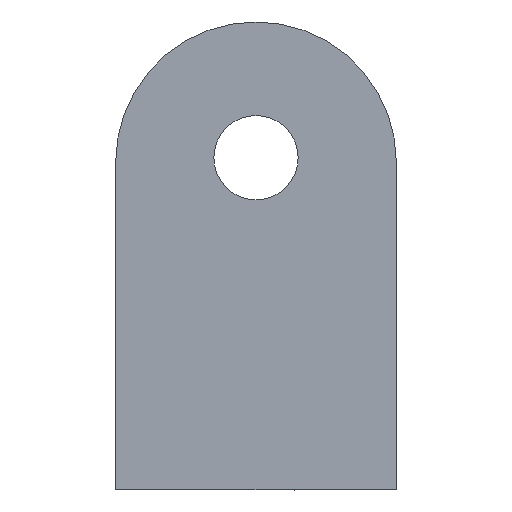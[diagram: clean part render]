
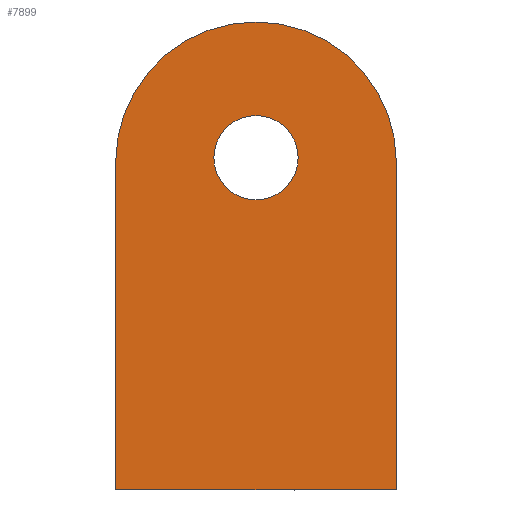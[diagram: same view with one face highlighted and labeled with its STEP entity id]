
A CAD part, left-side view. The second image highlights one B-rep face of the part: STEP entity #7899.
In plain terms, the highlighted planar face has unit normal (-1, 0, 0).
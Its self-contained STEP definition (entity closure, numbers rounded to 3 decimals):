
#84 = DIRECTION ( 'NONE',  ( 0., -1., 0. ) ) ;
#200 = AXIS2_PLACEMENT_3D ( 'NONE', #3566, #1188, #10168 ) ;
#303 = CARTESIAN_POINT ( 'NONE',  ( -3., -15., 0. ) ) ;
#490 = AXIS2_PLACEMENT_3D ( 'NONE', #7364, #5799, #8225 ) ;
#531 = EDGE_CURVE ( 'NONE', #3362, #8932, #2360, .T. ) ;
#746 = CARTESIAN_POINT ( 'NONE',  ( -3., -15., 0. ) ) ;
#1019 = PLANE ( 'NONE',  #9199 ) ;
#1158 = CARTESIAN_POINT ( 'NONE',  ( -3., 0., 40. ) ) ;
#1188 = DIRECTION ( 'NONE',  ( 1., 0., 0. ) ) ;
#1419 = CIRCLE ( 'NONE', #200, 4.5 ) ;
#1590 = ORIENTED_EDGE ( 'NONE', *, *, #2165, .T. ) ;
#1757 = CARTESIAN_POINT ( 'NONE',  ( -3., 15., 35. ) ) ;
#1767 = FACE_OUTER_BOUND ( 'NONE', #4084, .T. ) ;
#2061 = EDGE_CURVE ( 'NONE', #6625, #3589, #8124, .T. ) ;
#2165 = EDGE_CURVE ( 'NONE', #8932, #6625, #5439, .T. ) ;
#2360 = CIRCLE ( 'NONE', #3998, 15. ) ;
#2413 = CIRCLE ( 'NONE', #490, 4.5 ) ;
#2470 = VERTEX_POINT ( 'NONE', #746 ) ;
#2544 = CARTESIAN_POINT ( 'NONE',  ( -3., 15., 0. ) ) ;
#2598 = CARTESIAN_POINT ( 'NONE',  ( -3., 15., 35. ) ) ;
#2851 = ORIENTED_EDGE ( 'NONE', *, *, #7053, .T. ) ;
#3362 = VERTEX_POINT ( 'NONE', #6392 ) ;
#3453 = ORIENTED_EDGE ( 'NONE', *, *, #7671, .T. ) ;
#3487 = DIRECTION ( 'NONE',  ( 0., 0., -1. ) ) ;
#3566 = CARTESIAN_POINT ( 'NONE',  ( -3., 0., 35.5 ) ) ;
#3589 = VERTEX_POINT ( 'NONE', #4815 ) ;
#3998 = AXIS2_PLACEMENT_3D ( 'NONE', #9583, #9549, #4704 ) ;
#4058 = EDGE_CURVE ( 'NONE', #4966, #9811, #1419, .T. ) ;
#4068 = VECTOR ( 'NONE', #7604, 1000. ) ;
#4084 = EDGE_LOOP ( 'NONE', ( #5481, #1590, #8839, #3453, #7159 ) ) ;
#4309 = CARTESIAN_POINT ( 'NONE',  ( -3., 0., 35. ) ) ;
#4631 = LINE ( 'NONE', #2544, #9697 ) ;
#4704 = DIRECTION ( 'NONE',  ( 0., 0., 1. ) ) ;
#4729 = LINE ( 'NONE', #303, #4068 ) ;
#4815 = CARTESIAN_POINT ( 'NONE',  ( -3., 15., 0. ) ) ;
#4966 = VERTEX_POINT ( 'NONE', #1158 ) ;
#5230 = DIRECTION ( 'NONE',  ( 0., 0., 1. ) ) ;
#5439 = CIRCLE ( 'NONE', #7422, 15. ) ;
#5481 = ORIENTED_EDGE ( 'NONE', *, *, #531, .T. ) ;
#5799 = DIRECTION ( 'NONE',  ( 1., 0., 0. ) ) ;
#5806 = DIRECTION ( 'NONE',  ( -1., 0., 0. ) ) ;
#5905 = DIRECTION ( 'NONE',  ( -1., 0., 0. ) ) ;
#5906 = CARTESIAN_POINT ( 'NONE',  ( -3., 0., 35. ) ) ;
#6159 = CARTESIAN_POINT ( 'NONE',  ( -3., 0., 50. ) ) ;
#6392 = CARTESIAN_POINT ( 'NONE',  ( -3., -15., 35. ) ) ;
#6625 = VERTEX_POINT ( 'NONE', #1757 ) ;
#7053 = EDGE_CURVE ( 'NONE', #9811, #4966, #2413, .T. ) ;
#7159 = ORIENTED_EDGE ( 'NONE', *, *, #9750, .T. ) ;
#7364 = CARTESIAN_POINT ( 'NONE',  ( -3., 0., 35.5 ) ) ;
#7416 = FACE_BOUND ( 'NONE', #8340, .T. ) ;
#7422 = AXIS2_PLACEMENT_3D ( 'NONE', #5906, #5806, #9849 ) ;
#7451 = ORIENTED_EDGE ( 'NONE', *, *, #4058, .T. ) ;
#7604 = DIRECTION ( 'NONE',  ( 0., 0., 1. ) ) ;
#7616 = VECTOR ( 'NONE', #3487, 1000. ) ;
#7671 = EDGE_CURVE ( 'NONE', #3589, #2470, #4631, .T. ) ;
#7681 = CARTESIAN_POINT ( 'NONE',  ( -3., 0., 31. ) ) ;
#7899 = ADVANCED_FACE ( 'NONE', ( #7416, #1767 ), #1019, .T. ) ;
#8124 = LINE ( 'NONE', #2598, #7616 ) ;
#8225 = DIRECTION ( 'NONE',  ( 0., 0., -1. ) ) ;
#8340 = EDGE_LOOP ( 'NONE', ( #2851, #7451 ) ) ;
#8839 = ORIENTED_EDGE ( 'NONE', *, *, #2061, .T. ) ;
#8932 = VERTEX_POINT ( 'NONE', #6159 ) ;
#9199 = AXIS2_PLACEMENT_3D ( 'NONE', #4309, #5905, #5230 ) ;
#9549 = DIRECTION ( 'NONE',  ( -1., 0., 0. ) ) ;
#9583 = CARTESIAN_POINT ( 'NONE',  ( -3., 0., 35. ) ) ;
#9697 = VECTOR ( 'NONE', #84, 1000. ) ;
#9750 = EDGE_CURVE ( 'NONE', #2470, #3362, #4729, .T. ) ;
#9811 = VERTEX_POINT ( 'NONE', #7681 ) ;
#9849 = DIRECTION ( 'NONE',  ( 0., 0., 1. ) ) ;
#10168 = DIRECTION ( 'NONE',  ( 0., 0., -1. ) ) ;
